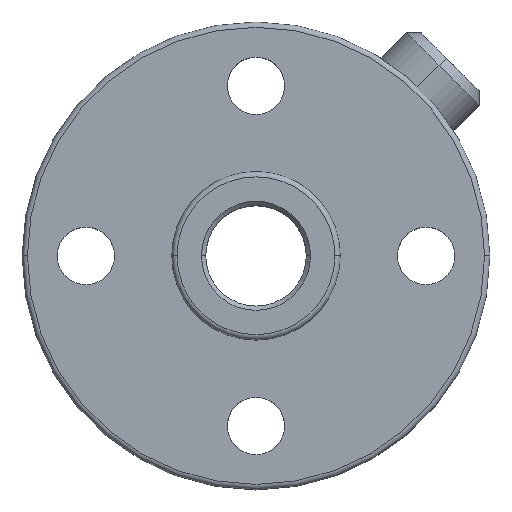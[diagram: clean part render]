
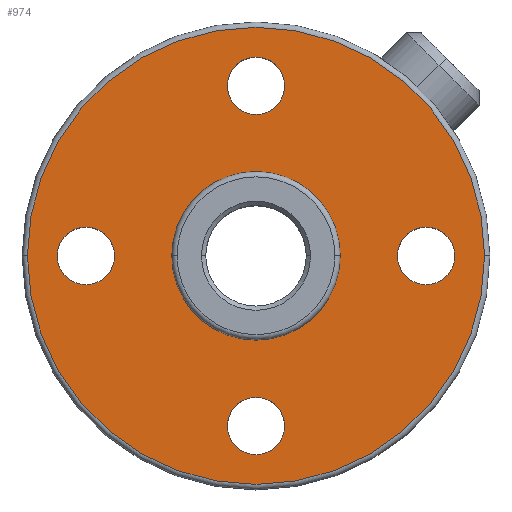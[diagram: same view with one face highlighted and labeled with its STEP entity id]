
A CAD part, top view. The second image highlights one B-rep face of the part: STEP entity #974.
In plain terms, the highlighted planar face has unit normal (0, 0, 1).
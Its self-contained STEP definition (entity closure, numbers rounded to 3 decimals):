
#4 = FACE_BOUND ( 'NONE', #1098, .T. ) ;
#36 = CIRCLE ( 'NONE', #1360, 10.75 ) ;
#56 = CARTESIAN_POINT ( 'NONE',  ( -3.962, 0., 0. ) ) ;
#61 = VERTEX_POINT ( 'NONE', #246 ) ;
#78 = VERTEX_POINT ( 'NONE', #379 ) ;
#91 = CARTESIAN_POINT ( 'NONE',  ( 3.962, 0., 0. ) ) ;
#106 = VERTEX_POINT ( 'NONE', #668 ) ;
#118 = CARTESIAN_POINT ( 'NONE',  ( -6.65, 0., 0. ) ) ;
#123 = CIRCLE ( 'NONE', #1296, 1.35 ) ;
#126 = ORIENTED_EDGE ( 'NONE', *, *, #1978, .F. ) ;
#129 = CARTESIAN_POINT ( 'NONE',  ( -9.35, 0., 0. ) ) ;
#147 = CIRCLE ( 'NONE', #1282, 1.35 ) ;
#153 = ORIENTED_EDGE ( 'NONE', *, *, #1783, .T. ) ;
#236 = ORIENTED_EDGE ( 'NONE', *, *, #2110, .F. ) ;
#246 = CARTESIAN_POINT ( 'NONE',  ( -1.35, 8., 0. ) ) ;
#257 = ORIENTED_EDGE ( 'NONE', *, *, #1962, .F. ) ;
#312 = CARTESIAN_POINT ( 'NONE',  ( 8., 0., 0. ) ) ;
#319 = DIRECTION ( 'NONE',  ( 0., 0., 1. ) ) ;
#320 = FACE_BOUND ( 'NONE', #1078, .T. ) ;
#333 = DIRECTION ( 'NONE',  ( 1., 0., 0. ) ) ;
#336 = CIRCLE ( 'NONE', #1318, 1.35 ) ;
#362 = VERTEX_POINT ( 'NONE', #1747 ) ;
#365 = FACE_OUTER_BOUND ( 'NONE', #2049, .T. ) ;
#379 = CARTESIAN_POINT ( 'NONE',  ( -1.35, -8., 0. ) ) ;
#384 = ORIENTED_EDGE ( 'NONE', *, *, #1295, .F. ) ;
#388 = CARTESIAN_POINT ( 'NONE',  ( 1.35, 8., 0. ) ) ;
#412 = VERTEX_POINT ( 'NONE', #118 ) ;
#418 = ORIENTED_EDGE ( 'NONE', *, *, #1988, .F. ) ;
#425 = CARTESIAN_POINT ( 'NONE',  ( -10.75, 0., 0. ) ) ;
#450 = VERTEX_POINT ( 'NONE', #91 ) ;
#483 = CARTESIAN_POINT ( 'NONE',  ( 0., 0., 0. ) ) ;
#499 = DIRECTION ( 'NONE',  ( 0., 0., 1. ) ) ;
#508 = DIRECTION ( 'NONE',  ( 1., 0., 0. ) ) ;
#538 = CARTESIAN_POINT ( 'NONE',  ( 8., 0., 0. ) ) ;
#558 = DIRECTION ( 'NONE',  ( 0., 0., 1. ) ) ;
#579 = DIRECTION ( 'NONE',  ( 1., 0., 0. ) ) ;
#602 = CARTESIAN_POINT ( 'NONE',  ( 0., 0., 0. ) ) ;
#605 = DIRECTION ( 'NONE',  ( 0., 0., 1. ) ) ;
#617 = ORIENTED_EDGE ( 'NONE', *, *, #1892, .F. ) ;
#620 = DIRECTION ( 'NONE',  ( 1., 0., 0. ) ) ;
#663 = CARTESIAN_POINT ( 'NONE',  ( 0., 0., 0. ) ) ;
#668 = CARTESIAN_POINT ( 'NONE',  ( 10.75, 0., 0. ) ) ;
#683 = ORIENTED_EDGE ( 'NONE', *, *, #1794, .T. ) ;
#699 = CIRCLE ( 'NONE', #1356, 3.962 ) ;
#704 = FACE_BOUND ( 'NONE', #1145, .T. ) ;
#716 = DIRECTION ( 'NONE',  ( 0., 0., 1. ) ) ;
#722 = VERTEX_POINT ( 'NONE', #56 ) ;
#740 = VERTEX_POINT ( 'NONE', #129 ) ;
#820 = VERTEX_POINT ( 'NONE', #425 ) ;
#836 = DIRECTION ( 'NONE',  ( 1., 0., 0. ) ) ;
#859 = CIRCLE ( 'NONE', #1333, 1.35 ) ;
#880 = CARTESIAN_POINT ( 'NONE',  ( 0., 8., 0. ) ) ;
#892 = DIRECTION ( 'NONE',  ( 1., 0., 0. ) ) ;
#909 = DIRECTION ( 'NONE',  ( 1., 0., 0. ) ) ;
#943 = DIRECTION ( 'NONE',  ( 0., 0., 1. ) ) ;
#953 = DIRECTION ( 'NONE',  ( 0., 0., 1. ) ) ;
#974 = ADVANCED_FACE ( 'NONE', ( #365, #704, #4, #1077, #1660, #320 ), #1434, .T. ) ;
#994 = CARTESIAN_POINT ( 'NONE',  ( 0., 0., 0. ) ) ;
#995 = VERTEX_POINT ( 'NONE', #1693 ) ;
#1050 = ORIENTED_EDGE ( 'NONE', *, *, #1895, .F. ) ;
#1073 = CIRCLE ( 'NONE', #1357, 10.75 ) ;
#1077 = FACE_BOUND ( 'NONE', #1420, .T. ) ;
#1078 = EDGE_LOOP ( 'NONE', ( #617, #1222 ) ) ;
#1092 = ORIENTED_EDGE ( 'NONE', *, *, #1878, .F. ) ;
#1093 = CIRCLE ( 'NONE', #1320, 3.962 ) ;
#1098 = EDGE_LOOP ( 'NONE', ( #257, #236 ) ) ;
#1109 = DIRECTION ( 'NONE',  ( 0., 0., 1. ) ) ;
#1121 = EDGE_LOOP ( 'NONE', ( #126, #1050 ) ) ;
#1145 = EDGE_LOOP ( 'NONE', ( #1852, #418 ) ) ;
#1214 = DIRECTION ( 'NONE',  ( 1., 0., 0. ) ) ;
#1222 = ORIENTED_EDGE ( 'NONE', *, *, #1797, .F. ) ;
#1225 = CARTESIAN_POINT ( 'NONE',  ( 0., -8., 0. ) ) ;
#1282 = AXIS2_PLACEMENT_3D ( 'NONE', #1225, #1321, #1214 ) ;
#1295 = EDGE_CURVE ( 'NONE', #995, #362, #1928, .T. ) ;
#1296 = AXIS2_PLACEMENT_3D ( 'NONE', #1933, #1909, #1965 ) ;
#1308 = AXIS2_PLACEMENT_3D ( 'NONE', #1710, #1678, #1775 ) ;
#1309 = AXIS2_PLACEMENT_3D ( 'NONE', #2060, #1109, #2129 ) ;
#1318 = AXIS2_PLACEMENT_3D ( 'NONE', #880, #953, #909 ) ;
#1320 = AXIS2_PLACEMENT_3D ( 'NONE', #663, #716, #836 ) ;
#1321 = DIRECTION ( 'NONE',  ( 0., 0., 1. ) ) ;
#1322 = AXIS2_PLACEMENT_3D ( 'NONE', #538, #558, #579 ) ;
#1333 = AXIS2_PLACEMENT_3D ( 'NONE', #1858, #1863, #1987 ) ;
#1356 = AXIS2_PLACEMENT_3D ( 'NONE', #994, #943, #892 ) ;
#1357 = AXIS2_PLACEMENT_3D ( 'NONE', #602, #605, #620 ) ;
#1360 = AXIS2_PLACEMENT_3D ( 'NONE', #483, #499, #508 ) ;
#1420 = EDGE_LOOP ( 'NONE', ( #1092, #384 ) ) ;
#1434 = PLANE ( 'NONE',  #1497 ) ;
#1440 = AXIS2_PLACEMENT_3D ( 'NONE', #312, #319, #333 ) ;
#1497 = AXIS2_PLACEMENT_3D ( 'NONE', #1865, #1904, #1927 ) ;
#1613 = CIRCLE ( 'NONE', #1309, 1.35 ) ;
#1660 = FACE_BOUND ( 'NONE', #1121, .T. ) ;
#1678 = DIRECTION ( 'NONE',  ( 0., 0., 1. ) ) ;
#1687 = CIRCLE ( 'NONE', #1322, 1.35 ) ;
#1693 = CARTESIAN_POINT ( 'NONE',  ( 6.65, 0., 0. ) ) ;
#1710 = CARTESIAN_POINT ( 'NONE',  ( 0., -8., 0. ) ) ;
#1747 = CARTESIAN_POINT ( 'NONE',  ( 9.35, 0., 0. ) ) ;
#1775 = DIRECTION ( 'NONE',  ( 1., 0., 0. ) ) ;
#1780 = VERTEX_POINT ( 'NONE', #388 ) ;
#1783 = EDGE_CURVE ( 'NONE', #106, #820, #36, .T. ) ;
#1786 = CARTESIAN_POINT ( 'NONE',  ( 1.35, -8., 0. ) ) ;
#1794 = EDGE_CURVE ( 'NONE', #820, #106, #1073, .T. ) ;
#1797 = EDGE_CURVE ( 'NONE', #450, #722, #699, .T. ) ;
#1845 = EDGE_CURVE ( 'NONE', #412, #740, #859, .T. ) ;
#1852 = ORIENTED_EDGE ( 'NONE', *, *, #1845, .F. ) ;
#1858 = CARTESIAN_POINT ( 'NONE',  ( -8., 0., 0. ) ) ;
#1863 = DIRECTION ( 'NONE',  ( 0., 0., 1. ) ) ;
#1865 = CARTESIAN_POINT ( 'NONE',  ( 0., 0., 0. ) ) ;
#1878 = EDGE_CURVE ( 'NONE', #362, #995, #1687, .T. ) ;
#1886 = CIRCLE ( 'NONE', #1308, 1.35 ) ;
#1892 = EDGE_CURVE ( 'NONE', #722, #450, #1093, .T. ) ;
#1894 = VERTEX_POINT ( 'NONE', #1786 ) ;
#1895 = EDGE_CURVE ( 'NONE', #61, #1780, #336, .T. ) ;
#1904 = DIRECTION ( 'NONE',  ( 0., 0., 1. ) ) ;
#1909 = DIRECTION ( 'NONE',  ( 0., 0., 1. ) ) ;
#1927 = DIRECTION ( 'NONE',  ( 1., 0., 0. ) ) ;
#1928 = CIRCLE ( 'NONE', #1440, 1.35 ) ;
#1933 = CARTESIAN_POINT ( 'NONE',  ( -8., 0., 0. ) ) ;
#1962 = EDGE_CURVE ( 'NONE', #1894, #78, #1886, .T. ) ;
#1965 = DIRECTION ( 'NONE',  ( 1., 0., 0. ) ) ;
#1978 = EDGE_CURVE ( 'NONE', #1780, #61, #1613, .T. ) ;
#1987 = DIRECTION ( 'NONE',  ( 1., 0., 0. ) ) ;
#1988 = EDGE_CURVE ( 'NONE', #740, #412, #123, .T. ) ;
#2049 = EDGE_LOOP ( 'NONE', ( #153, #683 ) ) ;
#2060 = CARTESIAN_POINT ( 'NONE',  ( 0., 8., 0. ) ) ;
#2110 = EDGE_CURVE ( 'NONE', #78, #1894, #147, .T. ) ;
#2129 = DIRECTION ( 'NONE',  ( 1., 0., 0. ) ) ;
